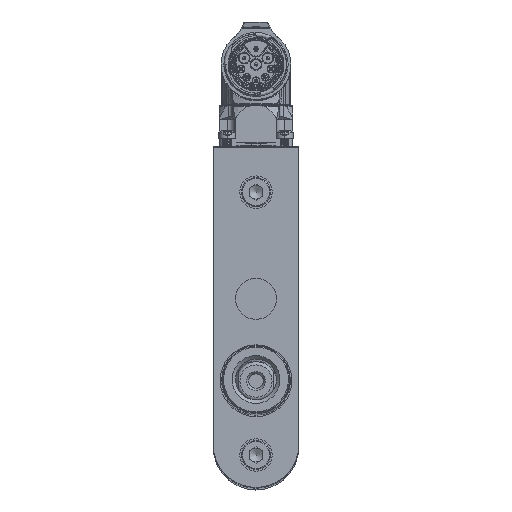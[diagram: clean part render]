
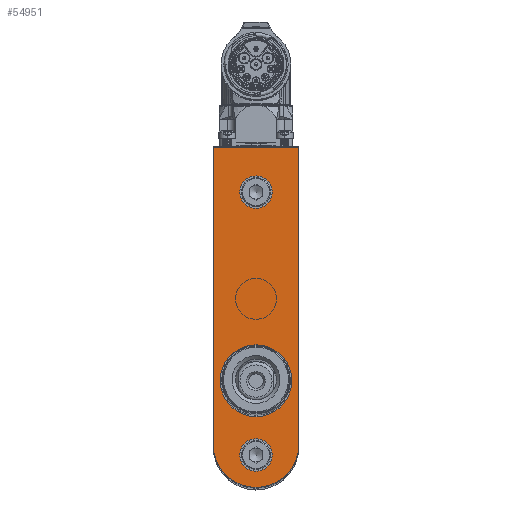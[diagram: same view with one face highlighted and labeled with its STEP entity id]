
A CAD part, top view. The second image highlights one B-rep face of the part: STEP entity #54951.
In plain terms, the highlighted face is planar.
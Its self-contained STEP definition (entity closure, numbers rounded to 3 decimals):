
#240 = DIRECTION ( 'NONE',  ( 0., 0., 1. ) ) ;
#404 = CARTESIAN_POINT ( 'NONE',  ( 0., 87., 0. ) ) ;
#556 = CIRCLE ( 'NONE', #95640, 4.75 ) ;
#644 = LINE ( 'NONE', #78845, #62770 ) ;
#1150 = ORIENTED_EDGE ( 'NONE', *, *, #22127, .F. ) ;
#1618 = EDGE_CURVE ( 'NONE', #109812, #77307, #27515, .T. ) ;
#3260 = ORIENTED_EDGE ( 'NONE', *, *, #36459, .F. ) ;
#4483 = CARTESIAN_POINT ( 'NONE',  ( 0., 90., 0. ) ) ;
#4990 = CARTESIAN_POINT ( 'NONE',  ( -12., 0.5, 0. ) ) ;
#7027 = AXIS2_PLACEMENT_3D ( 'NONE', #107694, #240, #79722 ) ;
#12581 = EDGE_LOOP ( 'NONE', ( #114204 ) ) ;
#13262 = CIRCLE ( 'NONE', #7027, 12.5 ) ;
#14182 = LINE ( 'NONE', #113952, #112299 ) ;
#16542 = CARTESIAN_POINT ( 'NONE',  ( 12.5, 87., 0. ) ) ;
#17258 = AXIS2_PLACEMENT_3D ( 'NONE', #404, #71462, #22259 ) ;
#18064 = CIRCLE ( 'NONE', #78009, 0.5 ) ;
#21113 = VECTOR ( 'NONE', #30610, 1000. ) ;
#22127 = EDGE_CURVE ( 'NONE', #122586, #77307, #14182, .T. ) ;
#22259 = DIRECTION ( 'NONE',  ( -1., 0., 0. ) ) ;
#24470 = EDGE_LOOP ( 'NONE', ( #3260 ) ) ;
#27515 = CIRCLE ( 'NONE', #112343, 0.5 ) ;
#27796 = EDGE_CURVE ( 'NONE', #122586, #90386, #18064, .T. ) ;
#30610 = DIRECTION ( 'NONE',  ( 0., -1., 0. ) ) ;
#30667 = EDGE_CURVE ( 'NONE', #61334, #61334, #88816, .T. ) ;
#32916 = DIRECTION ( 'NONE',  ( -1., 0., 0. ) ) ;
#34316 = AXIS2_PLACEMENT_3D ( 'NONE', #114618, #85379, #65926 ) ;
#35083 = DIRECTION ( 'NONE',  ( 0., 0., -1. ) ) ;
#35453 = ORIENTED_EDGE ( 'NONE', *, *, #59769, .F. ) ;
#36459 = EDGE_CURVE ( 'NONE', #97477, #97477, #556, .T. ) ;
#38063 = CARTESIAN_POINT ( 'NONE',  ( -12., 0., 0. ) ) ;
#39083 = EDGE_CURVE ( 'NONE', #109812, #84267, #644, .T. ) ;
#42118 = ORIENTED_EDGE ( 'NONE', *, *, #30667, .F. ) ;
#42847 = CARTESIAN_POINT ( 'NONE',  ( -12.5, 0., 0. ) ) ;
#43245 = CARTESIAN_POINT ( 'NONE',  ( -4.75, 90., 0. ) ) ;
#46212 = VERTEX_POINT ( 'NONE', #55732 ) ;
#49487 = PLANE ( 'NONE',  #17258 ) ;
#50335 = ORIENTED_EDGE ( 'NONE', *, *, #39083, .F. ) ;
#50722 = FACE_BOUND ( 'NONE', #112445, .T. ) ;
#54951 = ADVANCED_FACE ( 'NONE', ( #119515, #121419, #50722, #72111 ), #49487, .T. ) ;
#55115 = EDGE_CURVE ( 'NONE', #84267, #46212, #13262, .T. ) ;
#55262 = EDGE_LOOP ( 'NONE', ( #50335, #96355, #1150, #122967, #35453, #118200 ) ) ;
#55732 = CARTESIAN_POINT ( 'NONE',  ( -12.5, 87., 0. ) ) ;
#57699 = DIRECTION ( 'NONE',  ( -1., 0., 0. ) ) ;
#58980 = VERTEX_POINT ( 'NONE', #98601 ) ;
#59044 = CIRCLE ( 'NONE', #34316, 10.5 ) ;
#59769 = EDGE_CURVE ( 'NONE', #46212, #90386, #78062, .T. ) ;
#61334 = VERTEX_POINT ( 'NONE', #43245 ) ;
#62770 = VECTOR ( 'NONE', #88597, 1000. ) ;
#65926 = DIRECTION ( 'NONE',  ( -1., 0., 0. ) ) ;
#67147 = EDGE_CURVE ( 'NONE', #58980, #58980, #59044, .T. ) ;
#70976 = CARTESIAN_POINT ( 'NONE',  ( -12.5, 0.5, 0. ) ) ;
#71462 = DIRECTION ( 'NONE',  ( 0., 0., -1. ) ) ;
#72111 = FACE_OUTER_BOUND ( 'NONE', #55262, .T. ) ;
#73642 = DIRECTION ( 'NONE',  ( 0., 0., -1. ) ) ;
#73721 = DIRECTION ( 'NONE',  ( 1., 0., 0. ) ) ;
#77307 = VERTEX_POINT ( 'NONE', #99996 ) ;
#78009 = AXIS2_PLACEMENT_3D ( 'NONE', #4990, #83845, #87736 ) ;
#78062 = LINE ( 'NONE', #42847, #21113 ) ;
#78434 = DIRECTION ( 'NONE',  ( 0., 0., -1. ) ) ;
#78845 = CARTESIAN_POINT ( 'NONE',  ( 12.5, 0., 0. ) ) ;
#79722 = DIRECTION ( 'NONE',  ( -1., 0., 0. ) ) ;
#83845 = DIRECTION ( 'NONE',  ( 0., 0., -1. ) ) ;
#84267 = VERTEX_POINT ( 'NONE', #16542 ) ;
#85379 = DIRECTION ( 'NONE',  ( 0., 0., -1. ) ) ;
#87736 = DIRECTION ( 'NONE',  ( -1., 0., 0. ) ) ;
#88178 = CARTESIAN_POINT ( 'NONE',  ( 12., 0.5, 0. ) ) ;
#88597 = DIRECTION ( 'NONE',  ( 0., 1., 0. ) ) ;
#88816 = CIRCLE ( 'NONE', #117872, 4.75 ) ;
#90386 = VERTEX_POINT ( 'NONE', #70976 ) ;
#95640 = AXIS2_PLACEMENT_3D ( 'NONE', #123906, #35083, #32916 ) ;
#96355 = ORIENTED_EDGE ( 'NONE', *, *, #1618, .T. ) ;
#97477 = VERTEX_POINT ( 'NONE', #105936 ) ;
#98601 = CARTESIAN_POINT ( 'NONE',  ( -10.5, 68.25, 0. ) ) ;
#99996 = CARTESIAN_POINT ( 'NONE',  ( 12., 0., 0. ) ) ;
#104777 = DIRECTION ( 'NONE',  ( -1., 0., 0. ) ) ;
#105936 = CARTESIAN_POINT ( 'NONE',  ( -4.75, 13., 0. ) ) ;
#107694 = CARTESIAN_POINT ( 'NONE',  ( 0., 87., 0. ) ) ;
#109812 = VERTEX_POINT ( 'NONE', #111851 ) ;
#111851 = CARTESIAN_POINT ( 'NONE',  ( 12.5, 0.5, 0. ) ) ;
#112299 = VECTOR ( 'NONE', #73721, 1000. ) ;
#112343 = AXIS2_PLACEMENT_3D ( 'NONE', #88178, #78434, #57699 ) ;
#112445 = EDGE_LOOP ( 'NONE', ( #42118 ) ) ;
#113952 = CARTESIAN_POINT ( 'NONE',  ( -12.5, 0., 0. ) ) ;
#114204 = ORIENTED_EDGE ( 'NONE', *, *, #67147, .F. ) ;
#114618 = CARTESIAN_POINT ( 'NONE',  ( 0., 68.25, 0. ) ) ;
#117872 = AXIS2_PLACEMENT_3D ( 'NONE', #4483, #73642, #104777 ) ;
#118200 = ORIENTED_EDGE ( 'NONE', *, *, #55115, .F. ) ;
#119515 = FACE_BOUND ( 'NONE', #12581, .T. ) ;
#121419 = FACE_BOUND ( 'NONE', #24470, .T. ) ;
#122586 = VERTEX_POINT ( 'NONE', #38063 ) ;
#122967 = ORIENTED_EDGE ( 'NONE', *, *, #27796, .T. ) ;
#123906 = CARTESIAN_POINT ( 'NONE',  ( 0., 13., 0. ) ) ;
